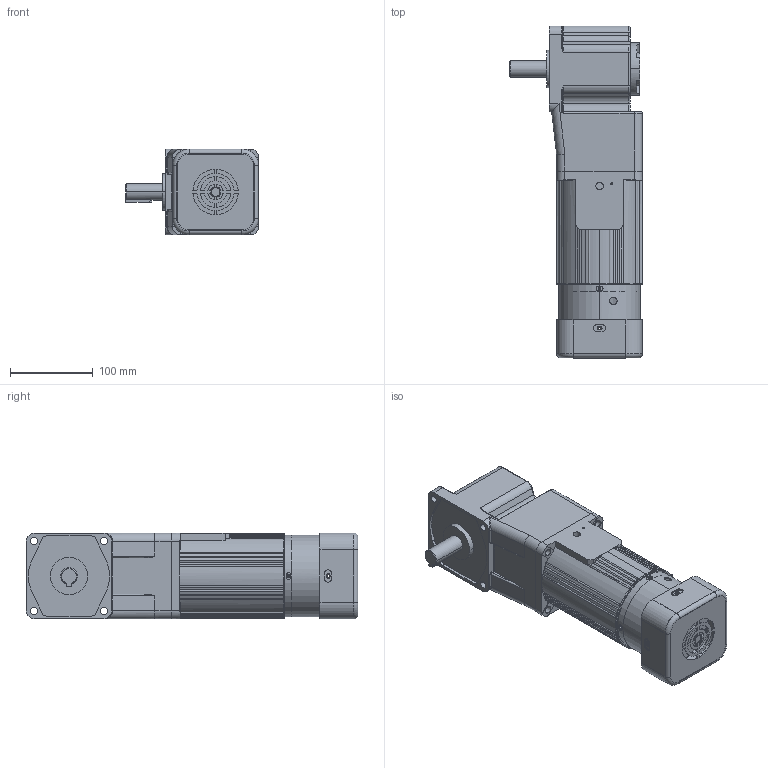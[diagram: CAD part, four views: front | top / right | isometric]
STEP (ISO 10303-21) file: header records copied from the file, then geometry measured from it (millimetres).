
FILE_DESCRIPTION (( 'STEP AP203' ), '1' );
FILE_NAME ('6IK120-250(R)-MF+6GURT.STEP', '2020-01-10T07:14:38', ( 'Sky123.Org' ), ( 'Sky123.Org' ), 'SwSTEP 2.0', 'SolidWorks 2014', '' );
FILE_SCHEMA (( 'CONFIG_CONTROL_DESIGN' ));
Length unit declared in the file: millimetre
Products named in the file (7): 6GURT; 6IK120-250(R)-MF+6GURT; 6IK120-250A; 100瑞欶; 价陬欶; 滅鳥裔
Assembly tree (6 placements, depth 3):
  6IK120-250(R)-MF+6GURT
    6IK120-250A
    100瑞欶
    价陬欶
    6GURT
      6GURT
      滅鳥裔
Bounding box: 161 x 402 x 104 mm (x, y, z)
Volume: 3037130.7 mm3; surface area: 298434.1 mm2
Topology: 5 solids, 5 shells, 814 faces, 2093 edges, 1297 vertices
Faces by surface type: cylinder 356, plane 254, torus 114, cone 76, bspline 14
Entity records: 27561 total; most frequent: CARTESIAN_POINT 6631, DIRECTION 4512, ORIENTED_EDGE 4126, EDGE_CURVE 2063, AXIS2_PLACEMENT_3D 1816, VERTEX_POINT 1297, CIRCLE 1006, EDGE_LOOP 926
